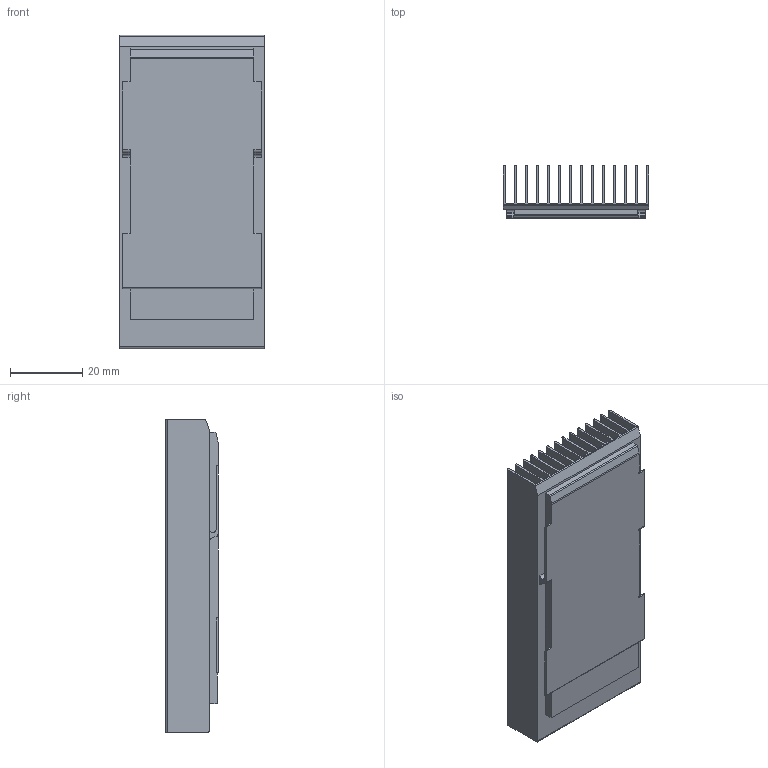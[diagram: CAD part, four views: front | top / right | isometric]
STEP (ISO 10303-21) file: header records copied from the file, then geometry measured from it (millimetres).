
FILE_DESCRIPTION (( 'STEP AP214' ), '1' );
FILE_NAME ('05-00380--A118511-001.STEP', '2020-09-29T18:17:39', ( '' ), ( '' ), 'SwSTEP 2.0', 'SolidWorks 2018', '' );
FILE_SCHEMA (( 'AUTOMOTIVE_DESIGN' ));
Length unit declared in the file: millimetre
Products named in the file (2): 05-00380--A118511-001
Bounding box: 40.2 x 14.4 x 86.6 mm (x, y, z)
Volume: 19672.8 mm3; surface area: 32953.7 mm2
Topology: 1 solids, 1 shells, 163 faces, 480 edges, 320 vertices
Faces by surface type: plane 86, cylinder 77
Entity records: 5519 total; most frequent: DIRECTION 966, CARTESIAN_POINT 965, ORIENTED_EDGE 960, EDGE_CURVE 480, VECTOR 324, LINE 324, AXIS2_PLACEMENT_3D 321, VERTEX_POINT 320
